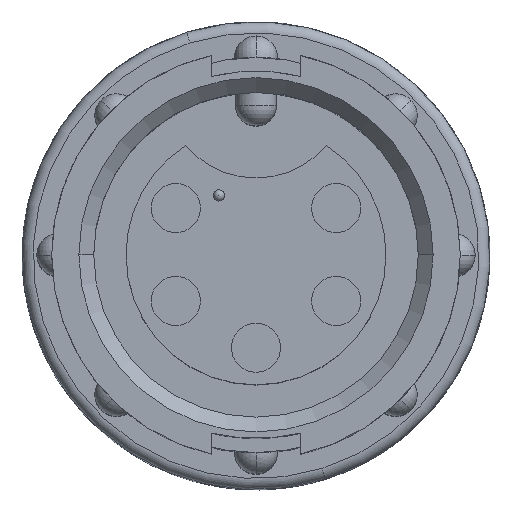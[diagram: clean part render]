
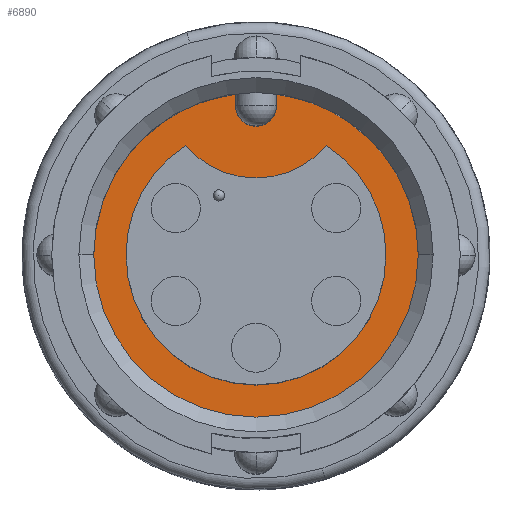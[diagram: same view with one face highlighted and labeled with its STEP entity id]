
A CAD part, top view. The second image highlights one B-rep face of the part: STEP entity #6890.
In plain terms, the highlighted planar face has unit normal (0, 0, 1).
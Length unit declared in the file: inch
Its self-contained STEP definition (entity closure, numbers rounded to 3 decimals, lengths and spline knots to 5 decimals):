
#171 = DIRECTION ( 'NONE',  ( 0., -1., 0. ) ) ;
#337 = EDGE_LOOP ( 'NONE', ( #2944, #9050, #707, #2835 ) ) ;
#466 = AXIS2_PLACEMENT_3D ( 'NONE', #7670, #3314, #8401 ) ;
#475 = EDGE_LOOP ( 'NONE', ( #9067, #2499, #570, #542, #7302, #3428 ) ) ;
#542 = ORIENTED_EDGE ( 'NONE', *, *, #4845, .T. ) ;
#570 = ORIENTED_EDGE ( 'NONE', *, *, #4423, .T. ) ;
#669 = CARTESIAN_POINT ( 'NONE',  ( 0.175, 0., -0.3 ) ) ;
#673 = DIRECTION ( 'NONE',  ( 0., 0., -1. ) ) ;
#707 = ORIENTED_EDGE ( 'NONE', *, *, #5512, .F. ) ;
#718 = AXIS2_PLACEMENT_3D ( 'NONE', #5405, #8930, #8160 ) ;
#823 = VECTOR ( 'NONE', #171, 39.37008 ) ;
#906 = VERTEX_POINT ( 'NONE', #3932 ) ;
#1040 = VERTEX_POINT ( 'NONE', #1273 ) ;
#1246 = CARTESIAN_POINT ( 'NONE',  ( 0., 0., -0.3 ) ) ;
#1273 = CARTESIAN_POINT ( 'NONE',  ( -0.175, 0., -0.3 ) ) ;
#1504 = VERTEX_POINT ( 'NONE', #1689 ) ;
#1689 = CARTESIAN_POINT ( 'NONE',  ( -0.2185, 0., -0.3 ) ) ;
#1778 = CIRCLE ( 'NONE', #6670, 0.175 ) ;
#1858 = CIRCLE ( 'NONE', #4455, 0.2185 ) ;
#1924 = VERTEX_POINT ( 'NONE', #3279 ) ;
#1939 = CARTESIAN_POINT ( 'NONE',  ( -0.0275, 0.201, -0.3 ) ) ;
#1985 = CARTESIAN_POINT ( 'NONE',  ( 0., 0., -0.3 ) ) ;
#1991 = EDGE_CURVE ( 'NONE', #7829, #5091, #4378, .T. ) ;
#2205 = CIRCLE ( 'NONE', #8105, 0.175 ) ;
#2379 = CARTESIAN_POINT ( 'NONE',  ( 0.09484, 0.14707, -0.3 ) ) ;
#2499 = ORIENTED_EDGE ( 'NONE', *, *, #4413, .T. ) ;
#2524 = VERTEX_POINT ( 'NONE', #9272 ) ;
#2562 = CARTESIAN_POINT ( 'NONE',  ( 0., 0., -0.3 ) ) ;
#2698 = DIRECTION ( 'NONE',  ( 1., 0., 0. ) ) ;
#2835 = ORIENTED_EDGE ( 'NONE', *, *, #5019, .F. ) ;
#2944 = ORIENTED_EDGE ( 'NONE', *, *, #1991, .F. ) ;
#3216 = AXIS2_PLACEMENT_3D ( 'NONE', #5073, #673, #5772 ) ;
#3273 = AXIS2_PLACEMENT_3D ( 'NONE', #2562, #7649, #3294 ) ;
#3279 = CARTESIAN_POINT ( 'NONE',  ( 0.0275, 0.21676, -0.3 ) ) ;
#3294 = DIRECTION ( 'NONE',  ( 1., 0., 0. ) ) ;
#3314 = DIRECTION ( 'NONE',  ( 0., 0., 1. ) ) ;
#3424 = DIRECTION ( 'NONE',  ( 0., 0., -1. ) ) ;
#3428 = ORIENTED_EDGE ( 'NONE', *, *, #8706, .T. ) ;
#3564 = LINE ( 'NONE', #1939, #7412 ) ;
#3673 = CARTESIAN_POINT ( 'NONE',  ( 0., 0., -0.3 ) ) ;
#3932 = CARTESIAN_POINT ( 'NONE',  ( 0.2185, 0., -0.3 ) ) ;
#4071 = AXIS2_PLACEMENT_3D ( 'NONE', #7784, #3424, #8503 ) ;
#4146 = DIRECTION ( 'NONE',  ( 0., 0., 1. ) ) ;
#4378 = CIRCLE ( 'NONE', #4071, 0.125 ) ;
#4413 = EDGE_CURVE ( 'NONE', #2524, #7282, #3564, .T. ) ;
#4419 = DIRECTION ( 'NONE',  ( 1., 0., 0. ) ) ;
#4423 = EDGE_CURVE ( 'NONE', #7282, #1504, #1858, .T. ) ;
#4455 = AXIS2_PLACEMENT_3D ( 'NONE', #8477, #4146, #9203 ) ;
#4506 = LINE ( 'NONE', #9165, #823 ) ;
#4526 = CARTESIAN_POINT ( 'NONE',  ( 0.0275, 0.201, -0.3 ) ) ;
#4638 = FACE_OUTER_BOUND ( 'NONE', #475, .T. ) ;
#4845 = EDGE_CURVE ( 'NONE', #1504, #906, #7764, .T. ) ;
#4960 = AXIS2_PLACEMENT_3D ( 'NONE', #1985, #7046, #2698 ) ;
#5019 = EDGE_CURVE ( 'NONE', #5091, #1040, #1778, .T. ) ;
#5073 = CARTESIAN_POINT ( 'NONE',  ( 0., 0.201, -0.3 ) ) ;
#5091 = VERTEX_POINT ( 'NONE', #5894 ) ;
#5274 = VERTEX_POINT ( 'NONE', #669 ) ;
#5405 = CARTESIAN_POINT ( 'NONE',  ( 0., 0.201, -0.3 ) ) ;
#5512 = EDGE_CURVE ( 'NONE', #1040, #5274, #9154, .T. ) ;
#5772 = DIRECTION ( 'NONE',  ( 1., 0., 0. ) ) ;
#5894 = CARTESIAN_POINT ( 'NONE',  ( -0.09484, 0.14707, -0.3 ) ) ;
#5992 = EDGE_CURVE ( 'NONE', #6133, #2524, #6104, .T. ) ;
#6104 = CIRCLE ( 'NONE', #3216, 0.0275 ) ;
#6133 = VERTEX_POINT ( 'NONE', #4526 ) ;
#6336 = DIRECTION ( 'NONE',  ( 0., 0., 1. ) ) ;
#6530 = FACE_BOUND ( 'NONE', #337, .T. ) ;
#6575 = DIRECTION ( 'NONE',  ( 1., 0., 0. ) ) ;
#6670 = AXIS2_PLACEMENT_3D ( 'NONE', #3673, #8738, #4419 ) ;
#6718 = CARTESIAN_POINT ( 'NONE',  ( -0.0275, 0.21676, -0.3 ) ) ;
#6890 = ADVANCED_FACE ( 'NONE', ( #4638, #6530 ), #7265, .T. ) ;
#7010 = DIRECTION ( 'NONE',  ( 0., 1., 0. ) ) ;
#7046 = DIRECTION ( 'NONE',  ( 0., 0., 1. ) ) ;
#7265 = PLANE ( 'NONE',  #718 ) ;
#7282 = VERTEX_POINT ( 'NONE', #6718 ) ;
#7302 = ORIENTED_EDGE ( 'NONE', *, *, #7542, .T. ) ;
#7412 = VECTOR ( 'NONE', #7010, 39.37008 ) ;
#7542 = EDGE_CURVE ( 'NONE', #906, #1924, #8126, .T. ) ;
#7649 = DIRECTION ( 'NONE',  ( 0., 0., 1. ) ) ;
#7670 = CARTESIAN_POINT ( 'NONE',  ( 0., 0., -0.3 ) ) ;
#7764 = CIRCLE ( 'NONE', #3273, 0.2185 ) ;
#7784 = CARTESIAN_POINT ( 'NONE',  ( 0., 0.2285, -0.3 ) ) ;
#7829 = VERTEX_POINT ( 'NONE', #2379 ) ;
#8105 = AXIS2_PLACEMENT_3D ( 'NONE', #1246, #6336, #6575 ) ;
#8126 = CIRCLE ( 'NONE', #4960, 0.2185 ) ;
#8160 = DIRECTION ( 'NONE',  ( 1., 0., 0. ) ) ;
#8401 = DIRECTION ( 'NONE',  ( 1., 0., 0. ) ) ;
#8477 = CARTESIAN_POINT ( 'NONE',  ( 0., 0., -0.3 ) ) ;
#8503 = DIRECTION ( 'NONE',  ( 1., 0., 0. ) ) ;
#8706 = EDGE_CURVE ( 'NONE', #1924, #6133, #4506, .T. ) ;
#8738 = DIRECTION ( 'NONE',  ( 0., 0., 1. ) ) ;
#8930 = DIRECTION ( 'NONE',  ( 0., 0., 1. ) ) ;
#9050 = ORIENTED_EDGE ( 'NONE', *, *, #9413, .F. ) ;
#9067 = ORIENTED_EDGE ( 'NONE', *, *, #5992, .T. ) ;
#9154 = CIRCLE ( 'NONE', #466, 0.175 ) ;
#9165 = CARTESIAN_POINT ( 'NONE',  ( 0.0275, 0.21676, -0.3 ) ) ;
#9203 = DIRECTION ( 'NONE',  ( 1., 0., 0. ) ) ;
#9272 = CARTESIAN_POINT ( 'NONE',  ( -0.0275, 0.201, -0.3 ) ) ;
#9413 = EDGE_CURVE ( 'NONE', #5274, #7829, #2205, .T. ) ;
